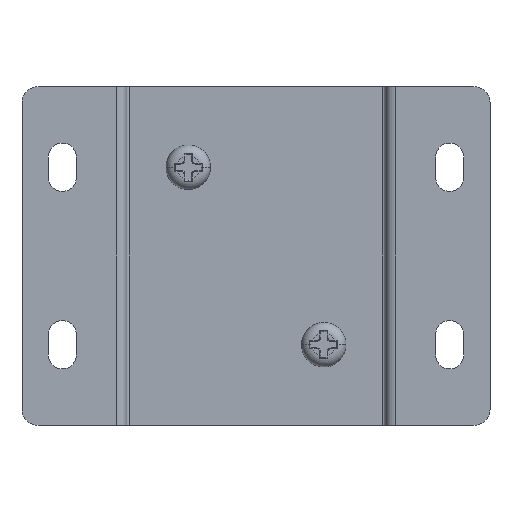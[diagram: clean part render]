
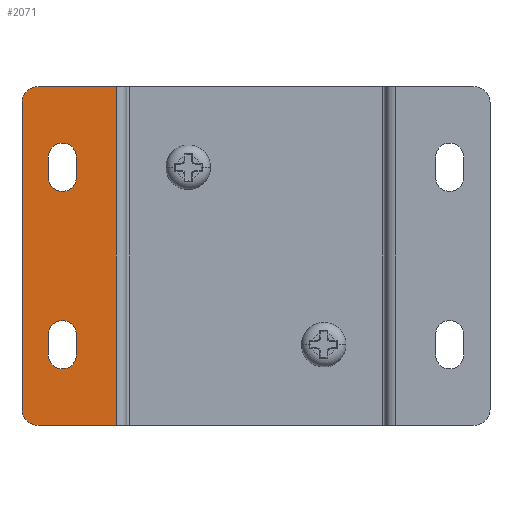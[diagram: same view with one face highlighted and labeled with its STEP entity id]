
A CAD part, front view. The second image highlights one B-rep face of the part: STEP entity #2071.
In plain terms, the highlighted planar face has unit normal (0, -1, 0).
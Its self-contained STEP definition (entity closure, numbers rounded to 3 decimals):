
#5=CARTESIAN_POINT('',(-27.,-4.,19.));
#6=DIRECTION('',(0.,-1.,0.));
#7=DIRECTION('',(0.,0.,1.));
#8=AXIS2_PLACEMENT_3D('',#5,#6,#7);
#10=DIRECTION('',(-1.,0.,0.));
#11=VECTOR('',#10,9.7);
#12=CARTESIAN_POINT('',(-17.3,-4.,21.));
#13=LINE('',#12,#11);
#14=DIRECTION('',(1.,0.,0.));
#15=VECTOR('',#14,9.7);
#16=CARTESIAN_POINT('',(-27.,-4.,-21.));
#17=LINE('',#16,#15);
#18=CARTESIAN_POINT('',(-27.,-4.,-19.));
#19=DIRECTION('',(0.,-1.,0.));
#20=DIRECTION('',(-1.,0.,0.));
#21=AXIS2_PLACEMENT_3D('',#18,#19,#20);
#23=DIRECTION('',(0.,0.,-1.));
#24=VECTOR('',#23,38.);
#25=CARTESIAN_POINT('',(-29.,-4.,19.));
#26=LINE('',#25,#24);
#27=CARTESIAN_POINT('',(-24.,-4.,12.25));
#28=DIRECTION('',(0.,1.,0.));
#29=DIRECTION('',(-1.,0.,0.));
#30=AXIS2_PLACEMENT_3D('',#27,#28,#29);
#32=DIRECTION('',(0.,0.,-1.));
#33=VECTOR('',#32,2.5);
#34=CARTESIAN_POINT('',(-25.75,-4.,12.25));
#35=LINE('',#34,#33);
#36=CARTESIAN_POINT('',(-24.,-4.,9.75));
#37=DIRECTION('',(0.,1.,0.));
#38=DIRECTION('',(1.,0.,0.));
#39=AXIS2_PLACEMENT_3D('',#36,#37,#38);
#41=DIRECTION('',(0.,0.,1.));
#42=VECTOR('',#41,2.5);
#43=CARTESIAN_POINT('',(-22.25,-4.,9.75));
#44=LINE('',#43,#42);
#45=DIRECTION('',(0.,0.,1.));
#46=VECTOR('',#45,2.5);
#47=CARTESIAN_POINT('',(-22.25,-4.,-12.25));
#48=LINE('',#47,#46);
#49=CARTESIAN_POINT('',(-24.,-4.,-9.75));
#50=DIRECTION('',(0.,1.,0.));
#51=DIRECTION('',(-1.,0.,0.));
#52=AXIS2_PLACEMENT_3D('',#49,#50,#51);
#54=DIRECTION('',(0.,0.,-1.));
#55=VECTOR('',#54,2.5);
#56=CARTESIAN_POINT('',(-25.75,-4.,-9.75));
#57=LINE('',#56,#55);
#58=CARTESIAN_POINT('',(-24.,-4.,-12.25));
#59=DIRECTION('',(0.,1.,0.));
#60=DIRECTION('',(1.,0.,0.));
#61=AXIS2_PLACEMENT_3D('',#58,#59,#60);
#83=DIRECTION('',(0.,0.,1.));
#84=VECTOR('',#83,42.);
#85=CARTESIAN_POINT('',(-17.3,-4.,-21.));
#86=LINE('',#85,#84);
#1815=CARTESIAN_POINT('',(-17.3,-4.,-21.));
#1816=CARTESIAN_POINT('',(-17.3,-4.,21.));
#1817=VERTEX_POINT('',#1815);
#1818=VERTEX_POINT('',#1816);
#1859=CARTESIAN_POINT('',(-27.,-4.,21.));
#1860=CARTESIAN_POINT('',(-29.,-4.,19.));
#1861=VERTEX_POINT('',#1859);
#1862=VERTEX_POINT('',#1860);
#1867=CARTESIAN_POINT('',(-29.,-4.,-19.));
#1868=CARTESIAN_POINT('',(-27.,-4.,-21.));
#1869=VERTEX_POINT('',#1867);
#1870=VERTEX_POINT('',#1868);
#1891=CARTESIAN_POINT('',(-25.75,-4.,12.25));
#1892=CARTESIAN_POINT('',(-22.25,-4.,12.25));
#1893=VERTEX_POINT('',#1891);
#1894=VERTEX_POINT('',#1892);
#1895=CARTESIAN_POINT('',(-25.75,-4.,9.75));
#1896=VERTEX_POINT('',#1895);
#1897=CARTESIAN_POINT('',(-22.25,-4.,9.75));
#1898=VERTEX_POINT('',#1897);
#1899=CARTESIAN_POINT('',(-22.25,-4.,-12.25));
#1900=CARTESIAN_POINT('',(-22.25,-4.,-9.75));
#1901=VERTEX_POINT('',#1899);
#1902=VERTEX_POINT('',#1900);
#1903=CARTESIAN_POINT('',(-25.75,-4.,-9.75));
#1904=VERTEX_POINT('',#1903);
#1905=CARTESIAN_POINT('',(-25.75,-4.,-12.25));
#1906=VERTEX_POINT('',#1905);
#2033=CARTESIAN_POINT('',(-16.,-4.,21.));
#2034=DIRECTION('',(0.,-1.,0.));
#2035=DIRECTION('',(0.,0.,1.));
#2036=AXIS2_PLACEMENT_3D('',#2033,#2034,#2035);
#2037=PLANE('',#2036);
#2039=ORIENTED_EDGE('',*,*,#2038,.F.);
#2041=ORIENTED_EDGE('',*,*,#2040,.F.);
#2043=ORIENTED_EDGE('',*,*,#2042,.F.);
#2045=ORIENTED_EDGE('',*,*,#2044,.F.);
#2047=ORIENTED_EDGE('',*,*,#2046,.F.);
#2049=ORIENTED_EDGE('',*,*,#2048,.F.);
#2050=EDGE_LOOP('',(#2039,#2041,#2043,#2045,#2047,#2049));
#2051=FACE_OUTER_BOUND('',#2050,.F.);
#2053=ORIENTED_EDGE('',*,*,#2052,.F.);
#2055=ORIENTED_EDGE('',*,*,#2054,.T.);
#2057=ORIENTED_EDGE('',*,*,#2056,.F.);
#2059=ORIENTED_EDGE('',*,*,#2058,.T.);
#2060=EDGE_LOOP('',(#2053,#2055,#2057,#2059));
#2061=FACE_BOUND('',#2060,.F.);
#2063=ORIENTED_EDGE('',*,*,#2062,.T.);
#2064=ORIENTED_EDGE('',*,*,#2022,.F.);
#2066=ORIENTED_EDGE('',*,*,#2065,.T.);
#2068=ORIENTED_EDGE('',*,*,#2067,.F.);
#2069=EDGE_LOOP('',(#2063,#2064,#2066,#2068));
#2070=FACE_BOUND('',#2069,.F.);
#2071=ADVANCED_FACE('',(#2051,#2061,#2070),#2037,.T.);
#9=CIRCLE('',#8,2.);
#22=CIRCLE('',#21,2.);
#31=CIRCLE('',#30,1.75);
#40=CIRCLE('',#39,1.75);
#53=CIRCLE('',#52,1.75);
#62=CIRCLE('',#61,1.75);
#2022=EDGE_CURVE('',#1904,#1902,#53,.T.);
#2038=EDGE_CURVE('',#1861,#1862,#9,.T.);
#2040=EDGE_CURVE('',#1818,#1861,#13,.T.);
#2042=EDGE_CURVE('',#1817,#1818,#86,.T.);
#2044=EDGE_CURVE('',#1870,#1817,#17,.T.);
#2046=EDGE_CURVE('',#1869,#1870,#22,.T.);
#2048=EDGE_CURVE('',#1862,#1869,#26,.T.);
#2052=EDGE_CURVE('',#1893,#1894,#31,.T.);
#2054=EDGE_CURVE('',#1893,#1896,#35,.T.);
#2056=EDGE_CURVE('',#1898,#1896,#40,.T.);
#2058=EDGE_CURVE('',#1898,#1894,#44,.T.);
#2062=EDGE_CURVE('',#1901,#1902,#48,.T.);
#2065=EDGE_CURVE('',#1904,#1906,#57,.T.);
#2067=EDGE_CURVE('',#1901,#1906,#62,.T.);
